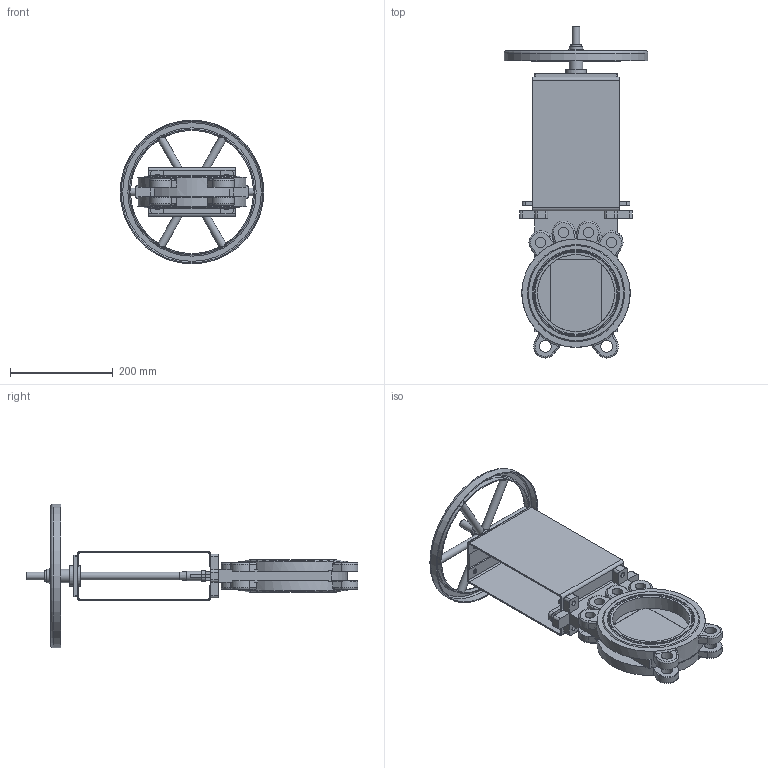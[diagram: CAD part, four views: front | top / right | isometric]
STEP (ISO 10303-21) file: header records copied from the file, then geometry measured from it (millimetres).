
FILE_DESCRIPTION(/* description */ (''),/* implementation_level */ '2;1');
FILE_NAME(/* name */ 'DN150_3D_STEP.stp',/* time_stamp */ '2023-12-28T01:40:20+03:00',/* author */ ('igorr'),/* organization */ (''),/* preprocessor_version */ 'ST-DEVELOPER v19.2',/* originating_system */ 'Autodesk Inventor 2023',/* authorisation */ '');
FILE_SCHEMA (('AUTOMOTIVE_DESIGN { 1 0 10303 214 3 1 1 }'));
Length unit declared in the file: millimetre
Products named in the file (6): Сборка; Деталь1; Деталь3; Деталь4; Деталь5; Деталь2
Assembly tree (6 placements, depth 2):
  Сборка
    Деталь1
    Деталь3
    Деталь4
    Деталь5
    Деталь2  x2
Bounding box: 280 x 646.9 x 280 mm (x, y, z)
Volume: 2363054.8 mm3; surface area: 642424.5 mm2
Topology: 6 solids, 6 shells, 528 faces, 1389 edges, 870 vertices
Faces by surface type: plane 286, cylinder 148, bspline 58, torus 30, cone 4, sphere 2
Full cylindrical faces by diameter (mm): 10 x18, 15 x8, 18 x1, 20 x9, 23 x6, 26 x2, 40 x2, 150 x2, 211 x1, 276 x1, 280 x1
Entity records: 18456 total; most frequent: CARTESIAN_POINT 5385, ORIENTED_EDGE 2650, DIRECTION 2449, EDGE_CURVE 1325, AXIS2_PLACEMENT_3D 880, VERTEX_POINT 838, LINE 689, VECTOR 689
